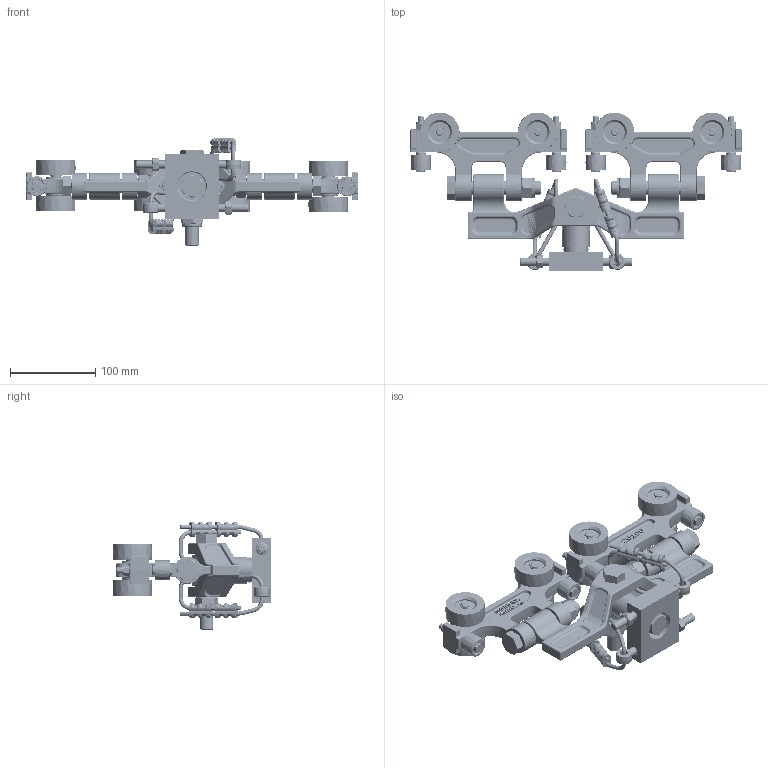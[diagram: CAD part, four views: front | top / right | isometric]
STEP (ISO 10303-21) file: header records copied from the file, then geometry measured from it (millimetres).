
FILE_DESCRIPTION((''),'2;1');
FILE_NAME('22540 430A END TRUCK ASSY.stp','2011-02-22T10:02:24',('jholman'),(''),'Autodesk Inventor 2009','Autodesk Inventor 2009','');
FILE_SCHEMA(('AUTOMOTIVE_DESIGN { 1 0 10303 214 1 1 1 1 }'));
Length unit declared in the file: inch
Products named in the file (33): 22540; 3D1155B4C; 20100; 59790M; 59790_1; 3D11D6B4A; 3D11F6B4A; 3D1185B4B; 3D11N9B4B; 3D11N7B4C; 3D11V6B4B; Hex Cap Screw - Metric M16 x 100; 3D11SWF4A; 3D11QWF4A; 3D11RWF4A; 3D11TWF4A; 3D11UWF4A; 3D110XF4B; 3D11Q9B4A; 3D1191G4A; 3D11UGB4C; 3D11J4B4B; Hex Nut - UNC (Regular Thread - Inch) 3/8 - 16; Pin - Slotted Spring (Inch) 3/16 x 1.1/4; 3D114FD4B; 59960; 3D11YAB4A; ANSI/AFBMA 21.1 NT - Thrust Needle Roller And Cage Assembly (Inch) 17NT01; Hex Cap Screw - Inch 5/8-11 UNC - 2_1; Hex Bolt - UNC (Regular Thread - Inch) 5/8-11 UNC - 4; 3D11Y3B4A; 3D116OD4C; 3D114OD4A
Assembly tree (56 placements, depth 4):
  22540
    3D1155B4C
    20100  x2
      59790M
        59790_1
      3D11D6B4A
      3D11F6B4A
      3D1185B4B
      3D11N9B4B
        3D11N7B4C
        3D11V6B4B
      Hex Cap Screw - Metric M16 x 100
      3D11SWF4A
        3D11QWF4A
        3D11RWF4A
        3D11TWF4A  x2
        3D11UWF4A
      3D110XF4B
      3D11Q9B4A
      3D1191G4A
    3D11UGB4C
      3D11J4B4B
      Hex Nut - UNC (Regular Thread - Inch) 3/8 - 16  x2
      Pin - Slotted Spring (Inch) 3/16 x 1.1/4
      3D114FD4B  x2
      59960
      3D11YAB4A  x4
      ANSI/AFBMA 21.1 NT - Thrust Needle Roller And Cage Assembly (Inch) 17NT01  x2
      Hex Cap Screw - Inch 5/8-11 UNC - 2_1
    Hex Bolt - UNC (Regular Thread - Inch) 5/8-11 UNC - 4
    3D11Y3B4A
    3D116OD4C  x2
    3D114OD4A  x4
    3D1191G4A
Bounding box: 388.94 x 185.98 x 126.24 mm (x, y, z)
Volume: 991755.5 mm3; surface area: 340937.7 mm2
Topology: 116 solids, 116 shells, 3819 faces, 8895 edges, 5359 vertices
Faces by surface type: plane 1138, bspline 1127, cylinder 879, cone 279, torus 264, sphere 132
Full cylindrical faces by diameter (mm): 2 x26, 4.763 x16, 6.909 x4, 7 x8, 7.036 x4, 7.099 x4, 7.137 x4, 9.525 x2, 10.249 x4, 11.176 x4, 12 x4, 13.386 x3, 14.348 x1, 15.011 x4, 15.875 x2, 16 x2, 16.002 x4, 16.307 x1, 16.669 x4, 16.866 x8, 16.993 x8, 17 x10, 17.374 x3, 21.431 x1, 22.49 x2, 23.114 x3, 23.813 x17, 27.94 x4, 28.6 x16, 29.997 x2
Entity records: 69777 total; most frequent: CARTESIAN_POINT 31034, ORIENTED_EDGE 7878, DIRECTION 7403, EDGE_CURVE 3939, AXIS2_PLACEMENT_3D 2905, VERTEX_POINT 2451, EDGE_LOOP 2058, FACE_OUTER_BOUND 1763
